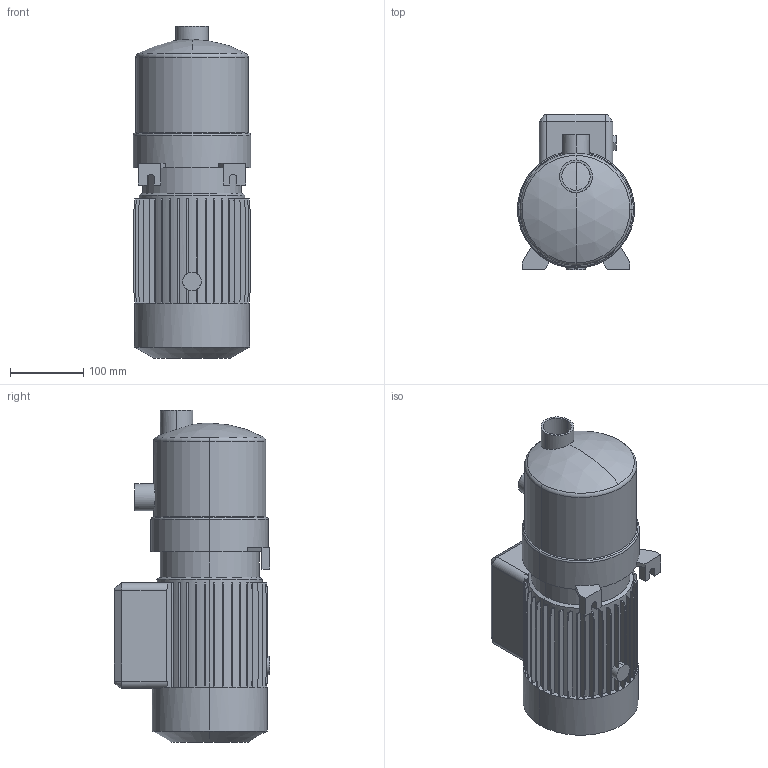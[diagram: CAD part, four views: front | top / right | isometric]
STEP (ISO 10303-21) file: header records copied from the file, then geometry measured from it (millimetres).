
FILE_DESCRIPTION (( 'STEP AP203' ), '1' );
FILE_NAME ('10010801swp00.step', '2023-05-02T13:45:00', ( '' ), ( '' ), 'SwSTEP 2.0', 'SolidWorks 2020', '' );
FILE_SCHEMA (( 'CONFIG_CONTROL_DESIGN' ));
Length unit declared in the file: millimetre
Products named in the file (1): 10010801swp00
Bounding box: 160 x 212 x 453 mm (x, y, z)
Volume: 8418296.6 mm3; surface area: 351051.4 mm2
Topology: 1 solids, 1 shells, 294 faces, 836 edges, 549 vertices
Faces by surface type: plane 247, cylinder 29, cone 10, torus 4, sphere 4
Entity records: 10080 total; most frequent: CARTESIAN_POINT 2299, ORIENTED_EDGE 1672, DIRECTION 1524, EDGE_CURVE 836, VECTOR 678, LINE 678, VERTEX_POINT 549, AXIS2_PLACEMENT_3D 423
